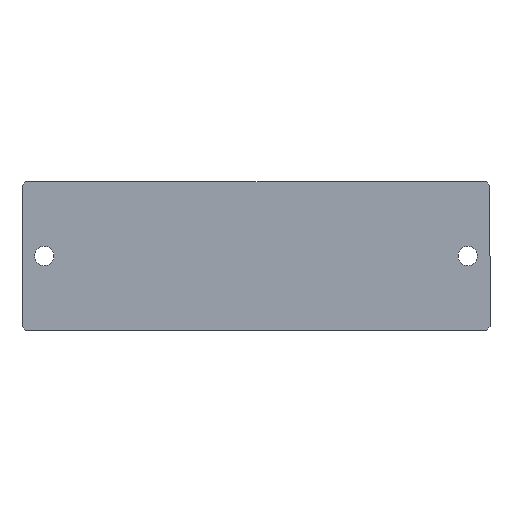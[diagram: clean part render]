
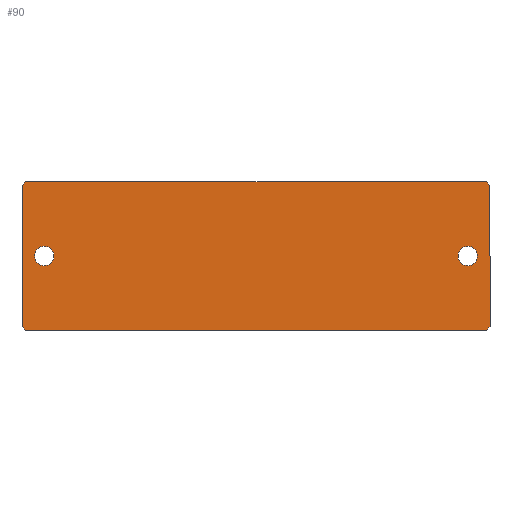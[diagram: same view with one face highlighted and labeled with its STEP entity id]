
A CAD part, top view. The second image highlights one B-rep face of the part: STEP entity #90.
In plain terms, the highlighted planar face has unit normal (0, 0, 1).
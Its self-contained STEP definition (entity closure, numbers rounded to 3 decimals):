
#3 = VECTOR ( 'NONE', #319, 1000. ) ;
#15 = VECTOR ( 'NONE', #315, 1000. ) ;
#16 = AXIS2_PLACEMENT_3D ( 'NONE', #312, #292, #287 ) ;
#17 = CIRCLE ( 'NONE', #22, 1.3 ) ;
#18 = VECTOR ( 'NONE', #339, 1000. ) ;
#22 = AXIS2_PLACEMENT_3D ( 'NONE', #289, #309, #301 ) ;
#32 = CIRCLE ( 'NONE', #40, 1.3 ) ;
#35 = CIRCLE ( 'NONE', #61, 1.3 ) ;
#40 = AXIS2_PLACEMENT_3D ( 'NONE', #378, #391, #387 ) ;
#52 = VECTOR ( 'NONE', #406, 1000. ) ;
#53 = VECTOR ( 'NONE', #375, 1000. ) ;
#55 = CIRCLE ( 'NONE', #73, 1.3 ) ;
#59 = VECTOR ( 'NONE', #396, 1000. ) ;
#61 = AXIS2_PLACEMENT_3D ( 'NONE', #442, #424, #446 ) ;
#67 = VECTOR ( 'NONE', #400, 1000. ) ;
#68 = VECTOR ( 'NONE', #405, 1000. ) ;
#73 = AXIS2_PLACEMENT_3D ( 'NONE', #456, #454, #433 ) ;
#90 = ADVANCED_FACE ( 'NONE', ( #246, #303, #225 ), #250, .T. ) ;
#92 = EDGE_CURVE ( 'NONE', #169, #177, #17, .T. ) ;
#94 = EDGE_CURVE ( 'NONE', #178, #207, #311, .T. ) ;
#95 = EDGE_CURVE ( 'NONE', #159, #153, #297, .T. ) ;
#101 = EDGE_CURVE ( 'NONE', #157, #195, #322, .T. ) ;
#112 = EDGE_CURVE ( 'NONE', #183, #200, #32, .T. ) ;
#115 = EDGE_CURVE ( 'NONE', #153, #157, #388, .T. ) ;
#116 = EDGE_CURVE ( 'NONE', #219, #159, #379, .T. ) ;
#119 = EDGE_CURVE ( 'NONE', #195, #178, #393, .T. ) ;
#120 = EDGE_CURVE ( 'NONE', #184, #219, #372, .T. ) ;
#125 = EDGE_CURVE ( 'NONE', #207, #184, #395, .T. ) ;
#144 = EDGE_CURVE ( 'NONE', #200, #183, #35, .T. ) ;
#147 = EDGE_CURVE ( 'NONE', #177, #169, #55, .T. ) ;
#153 = VERTEX_POINT ( 'NONE', #416 ) ;
#157 = VERTEX_POINT ( 'NONE', #447 ) ;
#159 = VERTEX_POINT ( 'NONE', #453 ) ;
#161 = ORIENTED_EDGE ( 'NONE', *, *, #144, .F. ) ;
#162 = ORIENTED_EDGE ( 'NONE', *, *, #125, .T. ) ;
#163 = ORIENTED_EDGE ( 'NONE', *, *, #120, .T. ) ;
#169 = VERTEX_POINT ( 'NONE', #452 ) ;
#173 = ORIENTED_EDGE ( 'NONE', *, *, #92, .F. ) ;
#175 = ORIENTED_EDGE ( 'NONE', *, *, #115, .T. ) ;
#177 = VERTEX_POINT ( 'NONE', #418 ) ;
#178 = VERTEX_POINT ( 'NONE', #465 ) ;
#183 = VERTEX_POINT ( 'NONE', #482 ) ;
#184 = VERTEX_POINT ( 'NONE', #494 ) ;
#191 = ORIENTED_EDGE ( 'NONE', *, *, #101, .T. ) ;
#192 = ORIENTED_EDGE ( 'NONE', *, *, #116, .T. ) ;
#195 = VERTEX_POINT ( 'NONE', #461 ) ;
#200 = VERTEX_POINT ( 'NONE', #487 ) ;
#203 = ORIENTED_EDGE ( 'NONE', *, *, #112, .F. ) ;
#207 = VERTEX_POINT ( 'NONE', #478 ) ;
#211 = ORIENTED_EDGE ( 'NONE', *, *, #147, .F. ) ;
#217 = ORIENTED_EDGE ( 'NONE', *, *, #94, .T. ) ;
#219 = VERTEX_POINT ( 'NONE', #470 ) ;
#225 = FACE_OUTER_BOUND ( 'NONE', #264, .T. ) ;
#242 = EDGE_LOOP ( 'NONE', ( #161, #203 ) ) ;
#246 = FACE_BOUND ( 'NONE', #242, .T. ) ;
#250 = PLANE ( 'NONE',  #16 ) ;
#251 = ORIENTED_EDGE ( 'NONE', *, *, #119, .T. ) ;
#254 = ORIENTED_EDGE ( 'NONE', *, *, #95, .T. ) ;
#261 = EDGE_LOOP ( 'NONE', ( #173, #211 ) ) ;
#264 = EDGE_LOOP ( 'NONE', ( #217, #162, #163, #192, #254, #175, #191, #251 ) ) ;
#287 = DIRECTION ( 'NONE',  ( 1., 0., 0. ) ) ;
#289 = CARTESIAN_POINT ( 'NONE',  ( 28.5, 0., 3. ) ) ;
#292 = DIRECTION ( 'NONE',  ( 0., 0., 1. ) ) ;
#297 = LINE ( 'NONE', #314, #15 ) ;
#299 = CARTESIAN_POINT ( 'NONE',  ( 31.5, 10., 3. ) ) ;
#301 = DIRECTION ( 'NONE',  ( 1., 0., 0. ) ) ;
#303 = FACE_BOUND ( 'NONE', #261, .T. ) ;
#309 = DIRECTION ( 'NONE',  ( 0., 0., 1. ) ) ;
#311 = LINE ( 'NONE', #299, #3 ) ;
#312 = CARTESIAN_POINT ( 'NONE',  ( -31.5, -10., 3. ) ) ;
#314 = CARTESIAN_POINT ( 'NONE',  ( -31.5, 10., 3. ) ) ;
#315 = DIRECTION ( 'NONE',  ( 0., -1., 0. ) ) ;
#319 = DIRECTION ( 'NONE',  ( 0., 1., 0. ) ) ;
#322 = LINE ( 'NONE', #324, #18 ) ;
#324 = CARTESIAN_POINT ( 'NONE',  ( -31.5, -10., 3. ) ) ;
#339 = DIRECTION ( 'NONE',  ( 1., 0., 0. ) ) ;
#368 = CARTESIAN_POINT ( 'NONE',  ( -31.25, -9.75, 3. ) ) ;
#372 = LINE ( 'NONE', #404, #68 ) ;
#375 = DIRECTION ( 'NONE',  ( 0.707, 0.707, 0. ) ) ;
#377 = CARTESIAN_POINT ( 'NONE',  ( 9.75, 31.25, 3. ) ) ;
#378 = CARTESIAN_POINT ( 'NONE',  ( -28.5, 0., 3. ) ) ;
#379 = LINE ( 'NONE', #389, #59 ) ;
#387 = DIRECTION ( 'NONE',  ( 1., 0., 0. ) ) ;
#388 = LINE ( 'NONE', #368, #67 ) ;
#389 = CARTESIAN_POINT ( 'NONE',  ( -41.25, -0.25, 3. ) ) ;
#390 = CARTESIAN_POINT ( 'NONE',  ( -0.25, -41.25, 3. ) ) ;
#391 = DIRECTION ( 'NONE',  ( 0., 0., 1. ) ) ;
#393 = LINE ( 'NONE', #390, #53 ) ;
#395 = LINE ( 'NONE', #377, #52 ) ;
#396 = DIRECTION ( 'NONE',  ( -0.707, -0.707, 0. ) ) ;
#400 = DIRECTION ( 'NONE',  ( 0.707, -0.707, 0. ) ) ;
#404 = CARTESIAN_POINT ( 'NONE',  ( -31.5, 10., 3. ) ) ;
#405 = DIRECTION ( 'NONE',  ( -1., 0., 0. ) ) ;
#406 = DIRECTION ( 'NONE',  ( -0.707, 0.707, 0. ) ) ;
#416 = CARTESIAN_POINT ( 'NONE',  ( -31.5, -9.5, 3. ) ) ;
#418 = CARTESIAN_POINT ( 'NONE',  ( 27.2, 0., 3. ) ) ;
#424 = DIRECTION ( 'NONE',  ( 0., 0., 1. ) ) ;
#433 = DIRECTION ( 'NONE',  ( 1., 0., 0. ) ) ;
#442 = CARTESIAN_POINT ( 'NONE',  ( -28.5, 0., 3. ) ) ;
#446 = DIRECTION ( 'NONE',  ( 1., 0., 0. ) ) ;
#447 = CARTESIAN_POINT ( 'NONE',  ( -31., -10., 3. ) ) ;
#452 = CARTESIAN_POINT ( 'NONE',  ( 29.8, 0., 3. ) ) ;
#453 = CARTESIAN_POINT ( 'NONE',  ( -31.5, 9.5, 3. ) ) ;
#454 = DIRECTION ( 'NONE',  ( 0., 0., 1. ) ) ;
#456 = CARTESIAN_POINT ( 'NONE',  ( 28.5, 0., 3. ) ) ;
#461 = CARTESIAN_POINT ( 'NONE',  ( 31., -10., 3. ) ) ;
#465 = CARTESIAN_POINT ( 'NONE',  ( 31.5, -9.5, 3. ) ) ;
#470 = CARTESIAN_POINT ( 'NONE',  ( -31., 10., 3. ) ) ;
#478 = CARTESIAN_POINT ( 'NONE',  ( 31.5, 9.5, 3. ) ) ;
#482 = CARTESIAN_POINT ( 'NONE',  ( -29.8, 0., 3. ) ) ;
#487 = CARTESIAN_POINT ( 'NONE',  ( -27.2, 0., 3. ) ) ;
#494 = CARTESIAN_POINT ( 'NONE',  ( 31., 10., 3. ) ) ;
